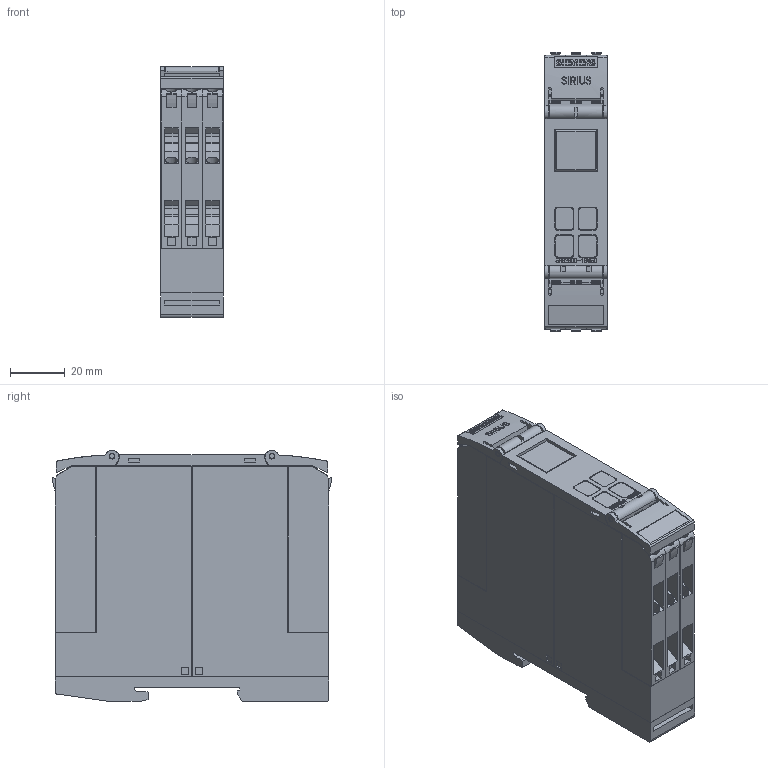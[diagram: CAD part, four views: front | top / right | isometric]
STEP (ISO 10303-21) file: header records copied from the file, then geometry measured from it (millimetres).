
FILE_DESCRIPTION(('STEP AP214'),'1');
FILE_NAME('cctmp_E2CA5F8C-8238-4B6F-AC66-B8261EBCB153_2023_07_21_11_07_32_0536..stp','2023-07-21T09:07:34',('SIEMENS A&D'),('CADClick - www.CADClick.com'),'Spatial InterOp 3D postprocessed',' ','unknown authorization');
FILE_SCHEMA(('AUTOMOTIVE_DESIGN'));
Length unit declared in the file: millimetre
Products named in the file (1): 2023_07_21_11_07_32_0495
Bounding box: 22.8 x 101.9 x 91.6 mm (x, y, z)
Volume: 184087.6 mm3; surface area: 55760.2 mm2
Topology: 1 solids, 1 shells, 1757 faces, 4885 edges, 3242 vertices
Faces by surface type: plane 1400, cylinder 305, cone 36, torus 16
Entity records: 62143 total; most frequent: CARTESIAN_POINT 11097, ORIENTED_EDGE 9754, DIRECTION 9094, EDGE_CURVE 4877, LINE 3976, VECTOR 3976, VERTEX_POINT 3242, AXIS2_PLACEMENT_3D 2559
